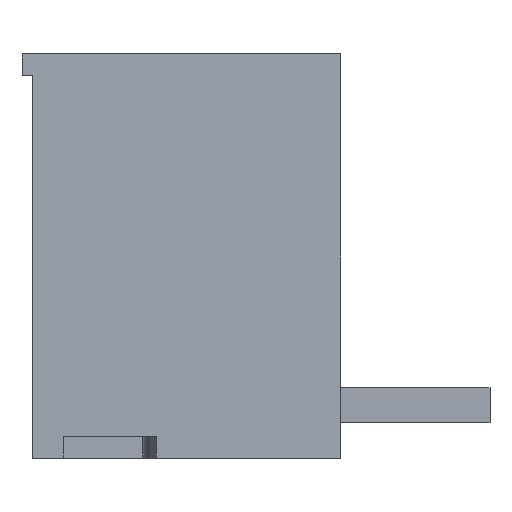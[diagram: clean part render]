
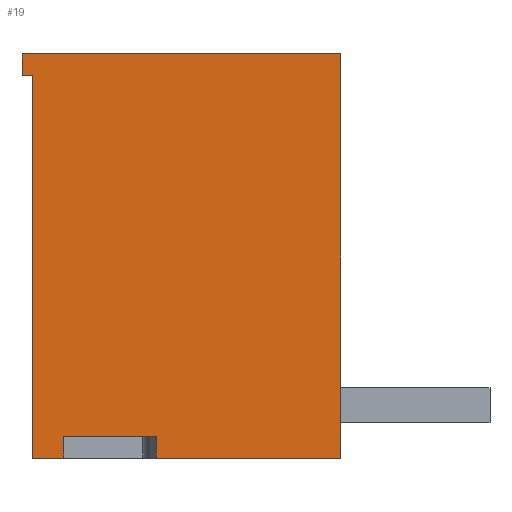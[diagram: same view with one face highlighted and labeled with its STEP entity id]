
A CAD part, left-side view. The second image highlights one B-rep face of the part: STEP entity #19.
In plain terms, the highlighted planar face has unit normal (-1, 0, 0).
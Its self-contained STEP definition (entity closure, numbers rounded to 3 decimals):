
#19 = ADVANCED_FACE ( 'NONE', ( #978 ), #4585, .F. ) ;
#133 = VERTEX_POINT ( 'NONE', #2942 ) ;
#156 = EDGE_CURVE ( 'NONE', #2726, #4175, #2026, .T. ) ;
#304 = VECTOR ( 'NONE', #2796, 1000. ) ;
#631 = ORIENTED_EDGE ( 'NONE', *, *, #2389, .T. ) ;
#653 = CARTESIAN_POINT ( 'NONE',  ( -8.65, -3., -9.2 ) ) ;
#726 = VERTEX_POINT ( 'NONE', #4220 ) ;
#738 = DIRECTION ( 'NONE',  ( 0., -1., 0. ) ) ;
#755 = EDGE_CURVE ( 'NONE', #4175, #726, #3808, .T. ) ;
#875 = VECTOR ( 'NONE', #2163, 1000. ) ;
#978 = FACE_OUTER_BOUND ( 'NONE', #3248, .T. ) ;
#1046 = EDGE_CURVE ( 'NONE', #133, #1208, #2426, .T. ) ;
#1188 = ORIENTED_EDGE ( 'NONE', *, *, #2064, .T. ) ;
#1208 = VERTEX_POINT ( 'NONE', #2693 ) ;
#1448 = ORIENTED_EDGE ( 'NONE', *, *, #1559, .T. ) ;
#1452 = ORIENTED_EDGE ( 'NONE', *, *, #156, .T. ) ;
#1469 = CARTESIAN_POINT ( 'NONE',  ( -8.65, 1.2, -9.2 ) ) ;
#1543 = DIRECTION ( 'NONE',  ( 0., 1., 0. ) ) ;
#1559 = EDGE_CURVE ( 'NONE', #726, #4535, #4896, .T. ) ;
#1660 = EDGE_CURVE ( 'NONE', #133, #2252, #1820, .T. ) ;
#1791 = EDGE_CURVE ( 'NONE', #1801, #4535, #4699, .T. ) ;
#1792 = CARTESIAN_POINT ( 'NONE',  ( -8.65, 0., 0. ) ) ;
#1801 = VERTEX_POINT ( 'NONE', #5250 ) ;
#1820 = LINE ( 'NONE', #2827, #304 ) ;
#1821 = DIRECTION ( 'NONE',  ( 0., 0., -1. ) ) ;
#2014 = VECTOR ( 'NONE', #5319, 1000. ) ;
#2026 = LINE ( 'NONE', #3839, #5268 ) ;
#2064 = EDGE_CURVE ( 'NONE', #2252, #2726, #5786, .T. ) ;
#2144 = DIRECTION ( 'NONE',  ( 0., -1., 0. ) ) ;
#2163 = DIRECTION ( 'NONE',  ( 0., 0., -1. ) ) ;
#2252 = VERTEX_POINT ( 'NONE', #1469 ) ;
#2328 = EDGE_CURVE ( 'NONE', #1208, #5065, #4845, .T. ) ;
#2389 = EDGE_CURVE ( 'NONE', #4601, #5065, #3040, .T. ) ;
#2426 = LINE ( 'NONE', #4745, #3422 ) ;
#2427 = ORIENTED_EDGE ( 'NONE', *, *, #755, .T. ) ;
#2494 = DIRECTION ( 'NONE',  ( 0., 0., 1. ) ) ;
#2617 = CARTESIAN_POINT ( 'NONE',  ( -8.65, -3., -9.2 ) ) ;
#2693 = CARTESIAN_POINT ( 'NONE',  ( -8.65, 3.3, -8.7 ) ) ;
#2726 = VERTEX_POINT ( 'NONE', #653 ) ;
#2796 = DIRECTION ( 'NONE',  ( 0., 0., -1. ) ) ;
#2827 = CARTESIAN_POINT ( 'NONE',  ( -8.65, 1.2, -8.7 ) ) ;
#2942 = CARTESIAN_POINT ( 'NONE',  ( -8.65, 1.2, -8.7 ) ) ;
#3040 = LINE ( 'NONE', #2617, #4862 ) ;
#3100 = CARTESIAN_POINT ( 'NONE',  ( -8.65, 4., -9.2 ) ) ;
#3141 = CARTESIAN_POINT ( 'NONE',  ( -8.65, -3., 0. ) ) ;
#3156 = DIRECTION ( 'NONE',  ( 1., 0., 0. ) ) ;
#3248 = EDGE_LOOP ( 'NONE', ( #631, #5602, #3548, #5806, #1188, #1452, #2427, #1448, #4213, #3389 ) ) ;
#3297 = AXIS2_PLACEMENT_3D ( 'NONE', #1792, #3156, #1821 ) ;
#3389 = ORIENTED_EDGE ( 'NONE', *, *, #5829, .F. ) ;
#3422 = VECTOR ( 'NONE', #4296, 1000. ) ;
#3453 = CARTESIAN_POINT ( 'NONE',  ( -8.65, 3.3, -8.7 ) ) ;
#3473 = CARTESIAN_POINT ( 'NONE',  ( -8.65, -3., -9.2 ) ) ;
#3507 = CARTESIAN_POINT ( 'NONE',  ( -8.65, 4.25, -9.2 ) ) ;
#3548 = ORIENTED_EDGE ( 'NONE', *, *, #1046, .F. ) ;
#3772 = VECTOR ( 'NONE', #5592, 1000. ) ;
#3784 = CARTESIAN_POINT ( 'NONE',  ( -8.65, 4., -9.2 ) ) ;
#3808 = LINE ( 'NONE', #5613, #4308 ) ;
#3839 = CARTESIAN_POINT ( 'NONE',  ( -8.65, -3., 0. ) ) ;
#4175 = VERTEX_POINT ( 'NONE', #3141 ) ;
#4213 = ORIENTED_EDGE ( 'NONE', *, *, #1791, .F. ) ;
#4220 = CARTESIAN_POINT ( 'NONE',  ( -8.65, 4.25, 0. ) ) ;
#4252 = DIRECTION ( 'NONE',  ( 0., 1., 0. ) ) ;
#4296 = DIRECTION ( 'NONE',  ( 0., 1., 0. ) ) ;
#4308 = VECTOR ( 'NONE', #1543, 1000. ) ;
#4535 = VERTEX_POINT ( 'NONE', #4939 ) ;
#4585 = PLANE ( 'NONE',  #3297 ) ;
#4601 = VERTEX_POINT ( 'NONE', #3100 ) ;
#4699 = LINE ( 'NONE', #4754, #5320 ) ;
#4745 = CARTESIAN_POINT ( 'NONE',  ( -8.65, 1.2, -8.7 ) ) ;
#4754 = CARTESIAN_POINT ( 'NONE',  ( -8.65, 4., -0.5 ) ) ;
#4758 = LINE ( 'NONE', #3784, #3772 ) ;
#4845 = LINE ( 'NONE', #3453, #2014 ) ;
#4862 = VECTOR ( 'NONE', #2144, 1000. ) ;
#4896 = LINE ( 'NONE', #3507, #875 ) ;
#4939 = CARTESIAN_POINT ( 'NONE',  ( -8.65, 4.25, -0.5 ) ) ;
#5065 = VERTEX_POINT ( 'NONE', #5128 ) ;
#5128 = CARTESIAN_POINT ( 'NONE',  ( -8.65, 3.3, -9.2 ) ) ;
#5250 = CARTESIAN_POINT ( 'NONE',  ( -8.65, 4., -0.5 ) ) ;
#5268 = VECTOR ( 'NONE', #2494, 1000. ) ;
#5319 = DIRECTION ( 'NONE',  ( 0., 0., -1. ) ) ;
#5320 = VECTOR ( 'NONE', #4252, 1000. ) ;
#5592 = DIRECTION ( 'NONE',  ( 0., 0., 1. ) ) ;
#5602 = ORIENTED_EDGE ( 'NONE', *, *, #2328, .F. ) ;
#5613 = CARTESIAN_POINT ( 'NONE',  ( -8.65, 4.25, 0. ) ) ;
#5700 = VECTOR ( 'NONE', #738, 1000. ) ;
#5786 = LINE ( 'NONE', #3473, #5700 ) ;
#5806 = ORIENTED_EDGE ( 'NONE', *, *, #1660, .T. ) ;
#5829 = EDGE_CURVE ( 'NONE', #4601, #1801, #4758, .T. ) ;
